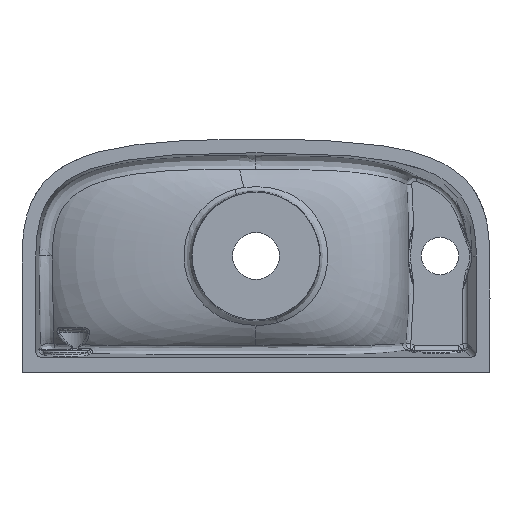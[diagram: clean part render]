
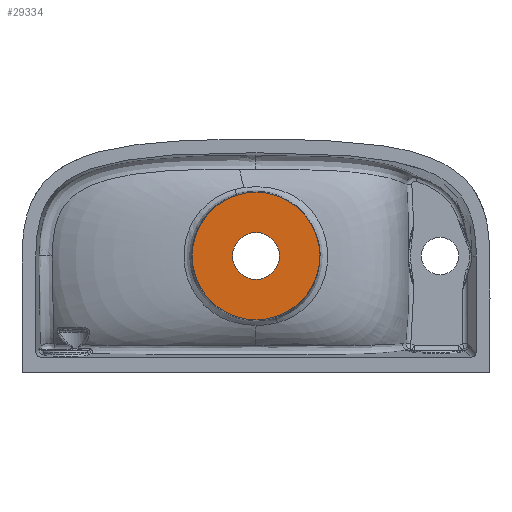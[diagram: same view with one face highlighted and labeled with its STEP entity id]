
A CAD part, front view. The second image highlights one B-rep face of the part: STEP entity #29334.
In plain terms, the highlighted planar face has unit normal (0, -1, 0).
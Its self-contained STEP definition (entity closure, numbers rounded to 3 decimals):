
#487 = DIRECTION ( 'NONE',  ( 0., -1., 0. ) ) ;
#5138 = PLANE ( 'NONE',  #24846 ) ;
#5729 = AXIS2_PLACEMENT_3D ( 'NONE', #77271, #20086, #82444 ) ;
#6496 = CARTESIAN_POINT ( 'NONE',  ( 0., -105., 0. ) ) ;
#8200 = CARTESIAN_POINT ( 'NONE',  ( 0., -105., -22. ) ) ;
#11869 = CARTESIAN_POINT ( 'NONE',  ( 0., -105., 0. ) ) ;
#12506 = DIRECTION ( 'NONE',  ( 0., 0., -1. ) ) ;
#18309 = DIRECTION ( 'NONE',  ( 0., 0., -1. ) ) ;
#20086 = DIRECTION ( 'NONE',  ( 0., 1., 0. ) ) ;
#23559 = CIRCLE ( 'NONE', #5729, 60. ) ;
#24846 = AXIS2_PLACEMENT_3D ( 'NONE', #32188, #72071, #45059 ) ;
#27985 = ORIENTED_EDGE ( 'NONE', *, *, #76827, .F. ) ;
#29334 = ADVANCED_FACE ( 'NONE', ( #65223, #78504 ), #5138, .F. ) ;
#32188 = CARTESIAN_POINT ( 'NONE',  ( 0., -105., 0. ) ) ;
#33208 = CIRCLE ( 'NONE', #70164, 60. ) ;
#36536 = EDGE_LOOP ( 'NONE', ( #61755, #56696 ) ) ;
#37161 = AXIS2_PLACEMENT_3D ( 'NONE', #6496, #487, #12506 ) ;
#37716 = VERTEX_POINT ( 'NONE', #8200 ) ;
#41499 = ORIENTED_EDGE ( 'NONE', *, *, #73394, .F. ) ;
#41563 = CARTESIAN_POINT ( 'NONE',  ( 0., -105., 60. ) ) ;
#42610 = AXIS2_PLACEMENT_3D ( 'NONE', #11869, #51368, #18309 ) ;
#44233 = EDGE_CURVE ( 'NONE', #62811, #67356, #33208, .T. ) ;
#45059 = DIRECTION ( 'NONE',  ( 0., 0., 1. ) ) ;
#48240 = EDGE_LOOP ( 'NONE', ( #27985, #41499 ) ) ;
#49268 = CARTESIAN_POINT ( 'NONE',  ( 0., -105., 22. ) ) ;
#51368 = DIRECTION ( 'NONE',  ( 0., -1., 0. ) ) ;
#54293 = EDGE_CURVE ( 'NONE', #67356, #62811, #23559, .T. ) ;
#56696 = ORIENTED_EDGE ( 'NONE', *, *, #54293, .F. ) ;
#58923 = CARTESIAN_POINT ( 'NONE',  ( 0., -105., -60. ) ) ;
#60440 = CIRCLE ( 'NONE', #42610, 22. ) ;
#61755 = ORIENTED_EDGE ( 'NONE', *, *, #44233, .F. ) ;
#62811 = VERTEX_POINT ( 'NONE', #41563 ) ;
#65223 = FACE_BOUND ( 'NONE', #48240, .T. ) ;
#65954 = DIRECTION ( 'NONE',  ( 0., 1., 0. ) ) ;
#66377 = CARTESIAN_POINT ( 'NONE',  ( 0., -105., 0. ) ) ;
#67356 = VERTEX_POINT ( 'NONE', #58923 ) ;
#70164 = AXIS2_PLACEMENT_3D ( 'NONE', #66377, #65954, #80084 ) ;
#72071 = DIRECTION ( 'NONE',  ( 0., 1., 0. ) ) ;
#73394 = EDGE_CURVE ( 'NONE', #80628, #37716, #83699, .T. ) ;
#76827 = EDGE_CURVE ( 'NONE', #37716, #80628, #60440, .T. ) ;
#77271 = CARTESIAN_POINT ( 'NONE',  ( 0., -105., 0. ) ) ;
#78504 = FACE_OUTER_BOUND ( 'NONE', #36536, .T. ) ;
#80084 = DIRECTION ( 'NONE',  ( 0., 0., 1. ) ) ;
#80628 = VERTEX_POINT ( 'NONE', #49268 ) ;
#82444 = DIRECTION ( 'NONE',  ( 0., 0., 1. ) ) ;
#83699 = CIRCLE ( 'NONE', #37161, 22. ) ;
